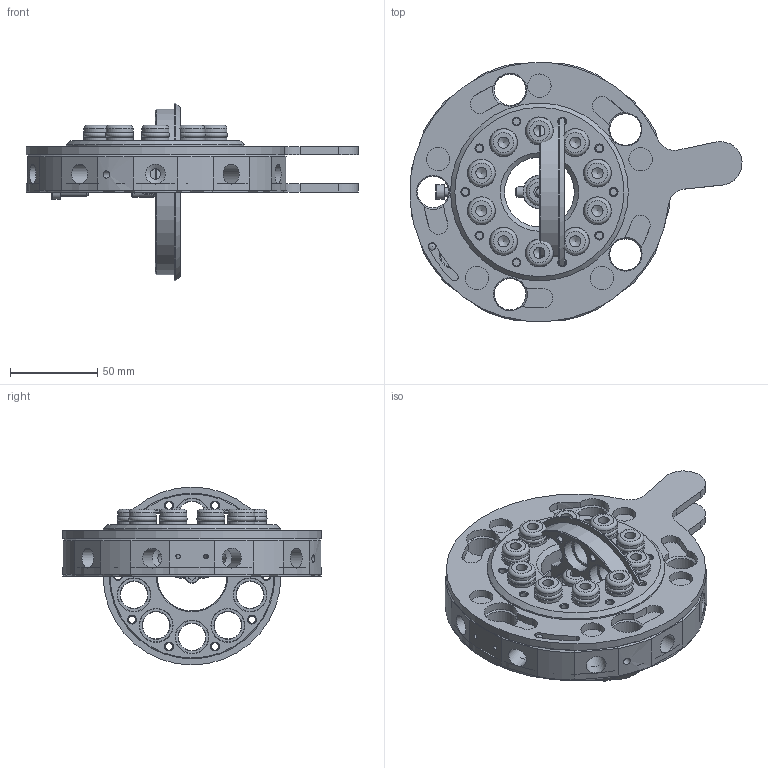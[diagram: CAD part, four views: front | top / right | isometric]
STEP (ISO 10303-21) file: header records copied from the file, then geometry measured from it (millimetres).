
FILE_DESCRIPTION( ( 'Unknown' ), '1' );
FILE_NAME( 'CA.01.01.003.stp', 'Unknown', ( 'Unknown' ), ( 'Unknown' ), 'PSStep 13.0', 'Unknown', ' ' );
FILE_SCHEMA( ( 'AUTOMOTIVE_DESIGN { 1 0 10303 214 1 1 1 1 }' ) );
Length unit declared in the file: millimetre
Products named in the file (10): Assem1; 01.01.003.02_C-UT150A_Ghiera di bloccaggio; 01.01.003.04_C-UT150A_Innesto aria; 01.01.003.01_C-UT150A_piastra; 01.01.003.03_C-UT150A_Ghiera portainnesti; OR.3043; OR.2062; V-tcei M  5 x 16; SP.4x20; EL.GN.33121
Bounding box: 190.4 x 148.44 x 102 mm (x, y, z)
Volume: 677343.5 mm3; surface area: 268222.9 mm2
Topology: 54 solids, 54 shells, 1108 faces, 2540 edges, 1608 vertices
Faces by surface type: cylinder 392, cone 331, plane 326, torus 55, sphere 4
Full cylindrical faces by diameter (mm): 2.5 x4, 4 x4, 4.134 x22, 4.917 x2, 5 x13, 5.3 x20, 6 x22, 6.4 x11, 8.376 x10, 8.5 x11, 9 x20, 10 x20, 11.445 x20, 11.6 x11, 13.4 x10, 14 x11, 15 x10, 15.5 x22, 15.6 x20, 18 x10, 18.8 x11, 19 x20, 40 x4, 50 x2, 95 x6, 102 x2
Entity records: 14975 total; most frequent: CARTESIAN_POINT 2818, DIRECTION 1982, ORIENTED_EDGE 1352, AXIS2_PLACEMENT_3D 922, EDGE_LOOP 836, EDGE_CURVE 676, VERTEX_POINT 565, FACE_OUTER_BOUND 543
